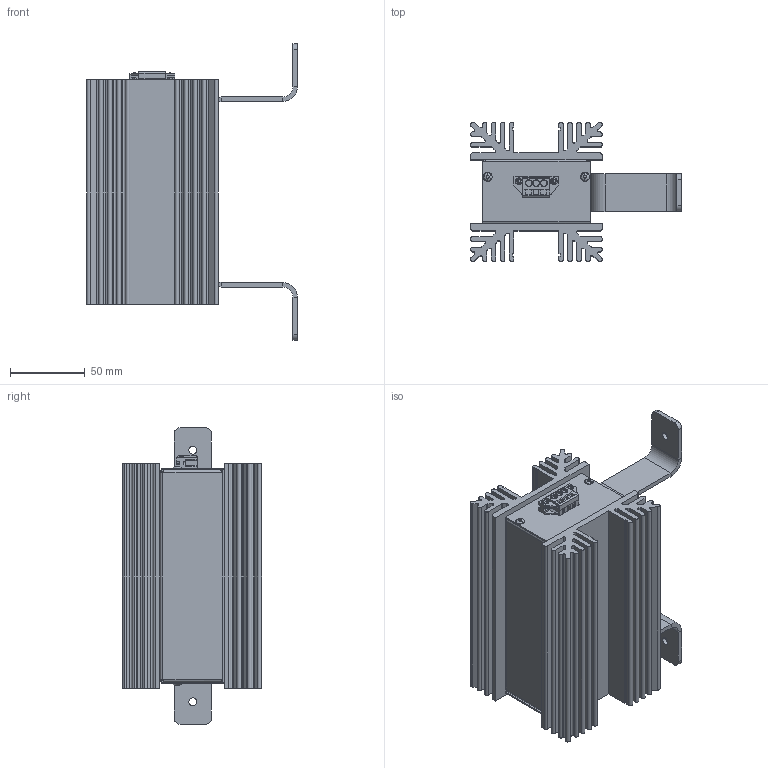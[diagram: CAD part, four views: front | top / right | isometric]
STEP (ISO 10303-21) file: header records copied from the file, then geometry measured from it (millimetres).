
FILE_DESCRIPTION (( 'STEP AP214' ), '1' );
FILE_NAME ('Super-maxi_DK + Schraub.STEP', '2016-02-26T08:13:52', ( 'install' ), ( 'Microsoft' ), 'SwSTEP 2.0', 'SolidWorks 2015', '' );
FILE_SCHEMA (( 'AUTOMOTIVE_DESIGN' ));
Length unit declared in the file: millimetre
Products named in the file (13): INT40.0039_Ublech25120; INT40.0038_A1_RWsupermaxi; INT40.0037_A2d_KKsupermaxi; INT20.0109__KKVTm-DK_Kühlkörper maxi mit Vorderteil (farblos mit 3 Bolzen) DK; Niete2,4x12; WAGO.Kl gr 731-133_Durchführungsklemme 0,08mm²-2,5mm² 3pol.; INT40.0014_004_VTmaxi_DK-roh; INT40.0013_A0_KKmaxi; Super-maxi_DK + Schraub; Niete3,2x6; INT20.0112__KKRWsm_Kühlkörper  mit Rückwand für super maxi; Niete3,0x10; INT40.0036_BüSupermaxi
Assembly tree (18 placements, depth 3):
  Super-maxi_DK + Schraub
    INT20.0109__KKVTm-DK_Kühlkörper maxi mit Vorderteil (farblos mit 3 Bolzen) DK
      INT40.0013_A0_KKmaxi
      INT40.0014_004_VTmaxi_DK-roh
      WAGO.Kl gr 731-133_Durchführungsklemme 0,08mm²-2,5mm² 3pol.
      Niete2,4x12  x2
    INT20.0112__KKRWsm_Kühlkörper  mit Rückwand für super maxi
      INT40.0037_A2d_KKsupermaxi
      INT40.0038_A1_RWsupermaxi
      INT40.0039_Ublech25120
      INT40.0036_BüSupermaxi
      Niete3,0x10  x3
    Niete3,2x6  x4
Bounding box: 141 x 93 x 198 mm (x, y, z)
Volume: 398264.9 mm3; surface area: 270142 mm2
Topology: 16 solids, 16 shells, 744 faces, 1949 edges, 1211 vertices
Faces by surface type: plane 387, cylinder 277, torus 54, bspline 16, cone 10
Entity records: 22155 total; most frequent: CARTESIAN_POINT 4503, ORIENTED_EDGE 3558, DIRECTION 3555, EDGE_CURVE 1779, VECTOR 1215, LINE 1215, AXIS2_PLACEMENT_3D 1170, VERTEX_POINT 1130
